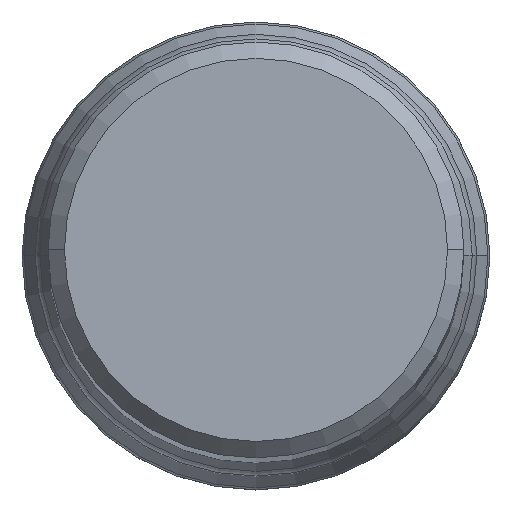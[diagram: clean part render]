
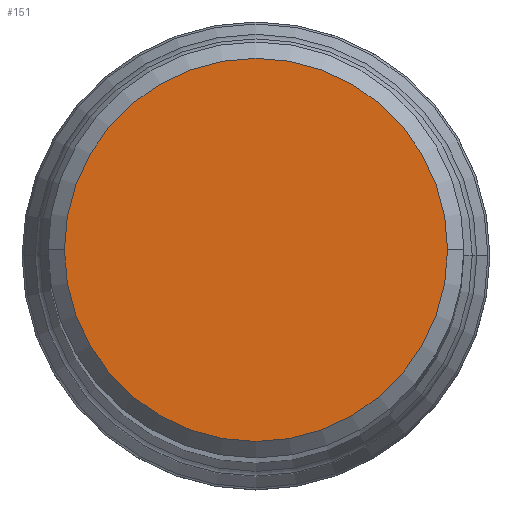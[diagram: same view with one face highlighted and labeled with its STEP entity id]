
A CAD part, top view. The second image highlights one B-rep face of the part: STEP entity #151.
In plain terms, the highlighted planar face has unit normal (0, 0, 1).
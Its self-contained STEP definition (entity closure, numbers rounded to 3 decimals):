
#65=PLANE('',#1177);
#151=ADVANCED_FACE('',(#215),#65,.T.);
#215=FACE_OUTER_BOUND('',#275,.T.);
#275=EDGE_LOOP('',(#514,#515,#516,#517));
#514=ORIENTED_EDGE('',*,*,#714,.T.);
#515=ORIENTED_EDGE('',*,*,#718,.T.);
#516=ORIENTED_EDGE('',*,*,#717,.T.);
#517=ORIENTED_EDGE('',*,*,#715,.T.);
#592=VERTEX_POINT('',#1845);
#593=VERTEX_POINT('',#1847);
#594=VERTEX_POINT('',#1849);
#595=VERTEX_POINT('',#1853);
#714=EDGE_CURVE('',#593,#592,#822,.T.);
#715=EDGE_CURVE('',#594,#593,#823,.T.);
#717=EDGE_CURVE('',#595,#594,#824,.T.);
#718=EDGE_CURVE('',#592,#595,#825,.T.);
#822=CIRCLE('',#1171,11.7);
#823=CIRCLE('',#1172,11.7);
#824=CIRCLE('',#1174,11.7);
#825=CIRCLE('',#1175,11.7);
#1171=AXIS2_PLACEMENT_3D('',#1846,#1533,#1534);
#1172=AXIS2_PLACEMENT_3D('',#1848,#1535,#1536);
#1174=AXIS2_PLACEMENT_3D('',#1852,#1540,#1541);
#1175=AXIS2_PLACEMENT_3D('',#1854,#1542,#1543);
#1177=AXIS2_PLACEMENT_3D('',#1856,#1546,#1547);
#1533=DIRECTION('',(0.,0.,1.));
#1534=DIRECTION('',(0.,-1.,0.));
#1535=DIRECTION('',(0.,0.,1.));
#1536=DIRECTION('',(-1.,0.,0.));
#1540=DIRECTION('',(0.,0.,1.));
#1541=DIRECTION('',(0.,1.,0.));
#1542=DIRECTION('',(0.,0.,1.));
#1543=DIRECTION('',(1.,0.,0.));
#1546=DIRECTION('',(0.,0.,1.));
#1547=DIRECTION('',(1.,0.,0.));
#1845=CARTESIAN_POINT('',(11.7,0.,0.));
#1846=CARTESIAN_POINT('',(0.,0.,0.));
#1847=CARTESIAN_POINT('',(0.,-11.7,0.));
#1848=CARTESIAN_POINT('',(0.,0.,0.));
#1849=CARTESIAN_POINT('',(-11.7,0.,0.));
#1852=CARTESIAN_POINT('',(0.,0.,0.));
#1853=CARTESIAN_POINT('',(0.,11.7,0.));
#1854=CARTESIAN_POINT('',(0.,0.,0.));
#1856=CARTESIAN_POINT('',(0.,0.,0.));
